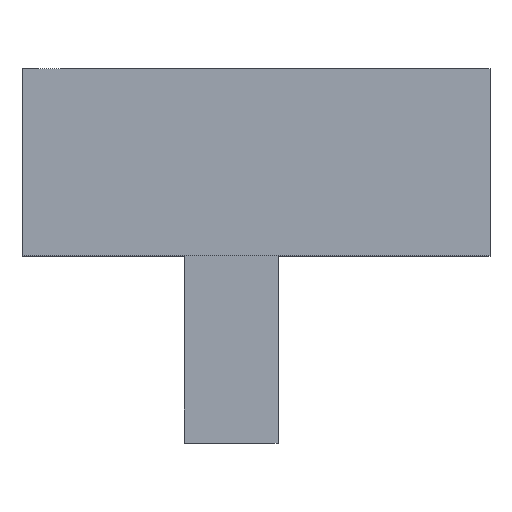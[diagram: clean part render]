
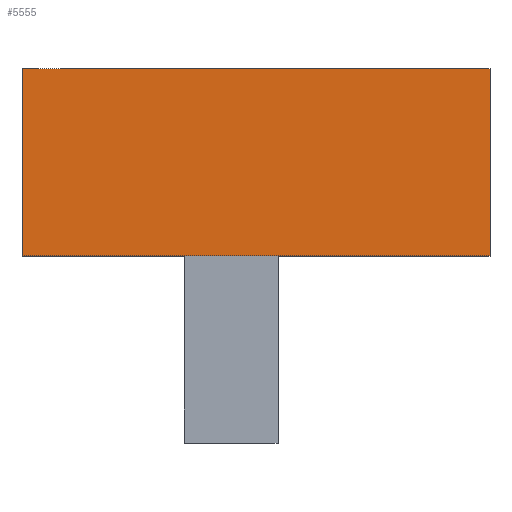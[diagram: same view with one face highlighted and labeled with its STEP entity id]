
A CAD part, top view. The second image highlights one B-rep face of the part: STEP entity #5555.
In plain terms, the highlighted planar face has unit normal (0, 0, 1).
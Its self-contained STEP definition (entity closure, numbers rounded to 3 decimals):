
#334 = EDGE_CURVE ( 'NONE', #4133, #705, #4652, .T. ) ;
#366 = DIRECTION ( 'NONE',  ( 1., 0., 0. ) ) ;
#514 = CARTESIAN_POINT ( 'NONE',  ( -7.5, 3., 5. ) ) ;
#705 = VERTEX_POINT ( 'NONE', #1352 ) ;
#828 = PLANE ( 'NONE',  #2483 ) ;
#927 = FACE_OUTER_BOUND ( 'NONE', #1428, .T. ) ;
#1104 = DIRECTION ( 'NONE',  ( -1., 0., 0. ) ) ;
#1285 = CARTESIAN_POINT ( 'NONE',  ( 7.5, 3., 5. ) ) ;
#1352 = CARTESIAN_POINT ( 'NONE',  ( -7.5, 3., 5. ) ) ;
#1384 = DIRECTION ( 'NONE',  ( 0., -1., 0. ) ) ;
#1428 = EDGE_LOOP ( 'NONE', ( #5708, #3452, #3520, #4391 ) ) ;
#1433 = LINE ( 'NONE', #1874, #1960 ) ;
#1874 = CARTESIAN_POINT ( 'NONE',  ( -7.5, -3., 5. ) ) ;
#1960 = VECTOR ( 'NONE', #366, 1000. ) ;
#2483 = AXIS2_PLACEMENT_3D ( 'NONE', #3259, #4277, #6266 ) ;
#2497 = VECTOR ( 'NONE', #1104, 1000. ) ;
#2646 = EDGE_CURVE ( 'NONE', #4534, #3796, #1433, .T. ) ;
#3259 = CARTESIAN_POINT ( 'NONE',  ( 0., 0., 5. ) ) ;
#3452 = ORIENTED_EDGE ( 'NONE', *, *, #334, .T. ) ;
#3520 = ORIENTED_EDGE ( 'NONE', *, *, #3862, .T. ) ;
#3796 = VERTEX_POINT ( 'NONE', #5260 ) ;
#3862 = EDGE_CURVE ( 'NONE', #705, #4534, #5869, .T. ) ;
#3996 = VECTOR ( 'NONE', #4232, 1000. ) ;
#4133 = VERTEX_POINT ( 'NONE', #1285 ) ;
#4232 = DIRECTION ( 'NONE',  ( 0., 1., 0. ) ) ;
#4277 = DIRECTION ( 'NONE',  ( 0., 0., 1. ) ) ;
#4391 = ORIENTED_EDGE ( 'NONE', *, *, #2646, .T. ) ;
#4534 = VERTEX_POINT ( 'NONE', #4792 ) ;
#4622 = EDGE_CURVE ( 'NONE', #3796, #4133, #6135, .T. ) ;
#4652 = LINE ( 'NONE', #5549, #2497 ) ;
#4792 = CARTESIAN_POINT ( 'NONE',  ( -7.5, -3., 5. ) ) ;
#4793 = VECTOR ( 'NONE', #1384, 1000. ) ;
#5260 = CARTESIAN_POINT ( 'NONE',  ( 7.5, -3., 5. ) ) ;
#5549 = CARTESIAN_POINT ( 'NONE',  ( -7.5, 3., 5. ) ) ;
#5555 = ADVANCED_FACE ( 'NONE', ( #927 ), #828, .T. ) ;
#5669 = CARTESIAN_POINT ( 'NONE',  ( 7.5, 3., 5. ) ) ;
#5708 = ORIENTED_EDGE ( 'NONE', *, *, #4622, .T. ) ;
#5869 = LINE ( 'NONE', #514, #4793 ) ;
#6135 = LINE ( 'NONE', #5669, #3996 ) ;
#6266 = DIRECTION ( 'NONE',  ( 1., 0., 0. ) ) ;
